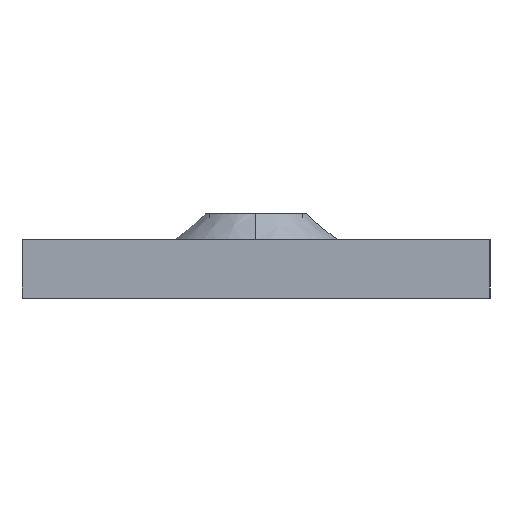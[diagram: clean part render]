
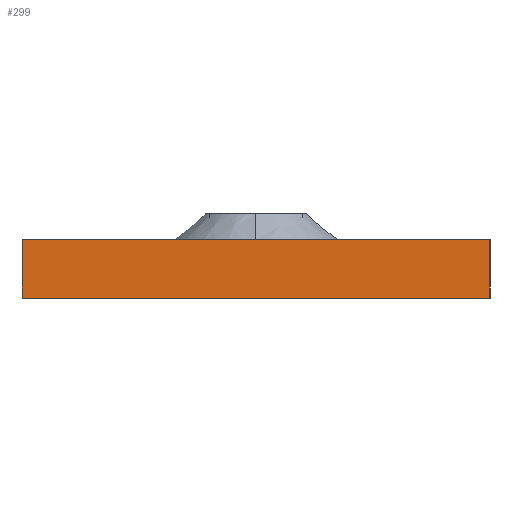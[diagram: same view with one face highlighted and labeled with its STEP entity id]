
A CAD part, left-side view. The second image highlights one B-rep face of the part: STEP entity #299.
In plain terms, the highlighted planar face has unit normal (-1, 0, 0).
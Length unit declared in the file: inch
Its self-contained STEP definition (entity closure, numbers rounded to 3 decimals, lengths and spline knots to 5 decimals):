
#29 = CARTESIAN_POINT ( 'NONE',  ( -12.25, -0.75, 0.188 ) ) ;
#59 = DIRECTION ( 'NONE',  ( 1., 0., 0. ) ) ;
#60 = LINE ( 'NONE', #172, #631 ) ;
#62 = PLANE ( 'NONE',  #606 ) ;
#117 = EDGE_CURVE ( 'NONE', #640, #504, #60, .T. ) ;
#155 = DIRECTION ( 'NONE',  ( 0., -1., 0. ) ) ;
#172 = CARTESIAN_POINT ( 'NONE',  ( -12.25, -0.75, 0.188 ) ) ;
#185 = EDGE_CURVE ( 'NONE', #466, #504, #323, .T. ) ;
#207 = EDGE_LOOP ( 'NONE', ( #432, #429, #594, #387 ) ) ;
#215 = LINE ( 'NONE', #241, #329 ) ;
#220 = CARTESIAN_POINT ( 'NONE',  ( -12.25, 0.75, 0. ) ) ;
#224 = VECTOR ( 'NONE', #242, 39.37008 ) ;
#232 = DIRECTION ( 'NONE',  ( 0., 1., 0. ) ) ;
#241 = CARTESIAN_POINT ( 'NONE',  ( -12.25, 0.75, 0.188 ) ) ;
#242 = DIRECTION ( 'NONE',  ( 0., 0., 1. ) ) ;
#258 = FACE_OUTER_BOUND ( 'NONE', #207, .T. ) ;
#264 = CARTESIAN_POINT ( 'NONE',  ( -12.25, 0.75, 0.188 ) ) ;
#299 = ADVANCED_FACE ( 'NONE', ( #258 ), #62, .F. ) ;
#323 = LINE ( 'NONE', #542, #224 ) ;
#329 = VECTOR ( 'NONE', #612, 39.37008 ) ;
#330 = VERTEX_POINT ( 'NONE', #220 ) ;
#384 = CARTESIAN_POINT ( 'NONE',  ( -12.25, 0.75, 0. ) ) ;
#387 = ORIENTED_EDGE ( 'NONE', *, *, #434, .F. ) ;
#429 = ORIENTED_EDGE ( 'NONE', *, *, #117, .F. ) ;
#432 = ORIENTED_EDGE ( 'NONE', *, *, #185, .T. ) ;
#434 = EDGE_CURVE ( 'NONE', #466, #330, #468, .T. ) ;
#466 = VERTEX_POINT ( 'NONE', #576 ) ;
#468 = LINE ( 'NONE', #384, #587 ) ;
#504 = VERTEX_POINT ( 'NONE', #29 ) ;
#515 = DIRECTION ( 'NONE',  ( 0., 0., -1. ) ) ;
#537 = CARTESIAN_POINT ( 'NONE',  ( -12.25, 0.75, 0.188 ) ) ;
#542 = CARTESIAN_POINT ( 'NONE',  ( -12.25, -0.75, 0.188 ) ) ;
#576 = CARTESIAN_POINT ( 'NONE',  ( -12.25, -0.75, 0. ) ) ;
#587 = VECTOR ( 'NONE', #232, 39.37008 ) ;
#594 = ORIENTED_EDGE ( 'NONE', *, *, #647, .T. ) ;
#606 = AXIS2_PLACEMENT_3D ( 'NONE', #264, #59, #515 ) ;
#612 = DIRECTION ( 'NONE',  ( 0., 0., -1. ) ) ;
#631 = VECTOR ( 'NONE', #155, 39.37008 ) ;
#640 = VERTEX_POINT ( 'NONE', #537 ) ;
#647 = EDGE_CURVE ( 'NONE', #640, #330, #215, .T. ) ;
